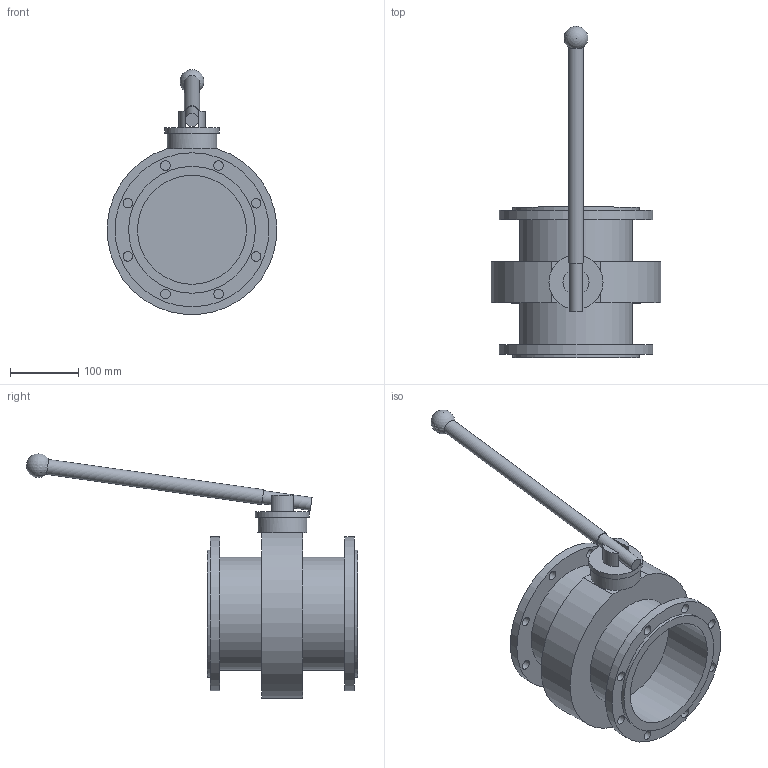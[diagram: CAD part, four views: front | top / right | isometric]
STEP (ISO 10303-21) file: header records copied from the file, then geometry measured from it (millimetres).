
FILE_DESCRIPTION(/* description */ (''),/* implementation_level */ '2;1');
FILE_NAME(/* name */ 'BVM_T_60.stp',/* time_stamp */ '2021-08-19T16:03:03+09:00',/* author */ ('m'),/* organization */ (''),/* preprocessor_version */ 'ST-DEVELOPER v18.1',/* originating_system */ 'Autodesk Inventor 2021',/* authorisation */ '');
FILE_SCHEMA (('AUTOMOTIVE_DESIGN { 1 0 10303 214 3 1 1 }'));
Length unit declared in the file: millimetre
Products named in the file (1): BVM_60_T
Bounding box: 247.41 x 483.87 x 357.55 mm (x, y, z)
Volume: 3947859.7 mm3; surface area: 432245.1 mm2
Topology: 2 solids, 2 shells, 58 faces, 121 edges, 78 vertices
Faces by surface type: cylinder 31, plane 26, sphere 1
Full cylindrical faces by diameter (mm): 14 x16, 19 x1, 22 x1, 72 x1, 79 x1, 159.2 x2, 165.2 x2, 185.3 x2, 225 x2
Entity records: 1676 total; most frequent: DIRECTION 308, CARTESIAN_POINT 256, ORIENTED_EDGE 238, AXIS2_PLACEMENT_3D 130, EDGE_CURVE 119, EDGE_LOOP 103, VERTEX_POINT 78, CIRCLE 71
